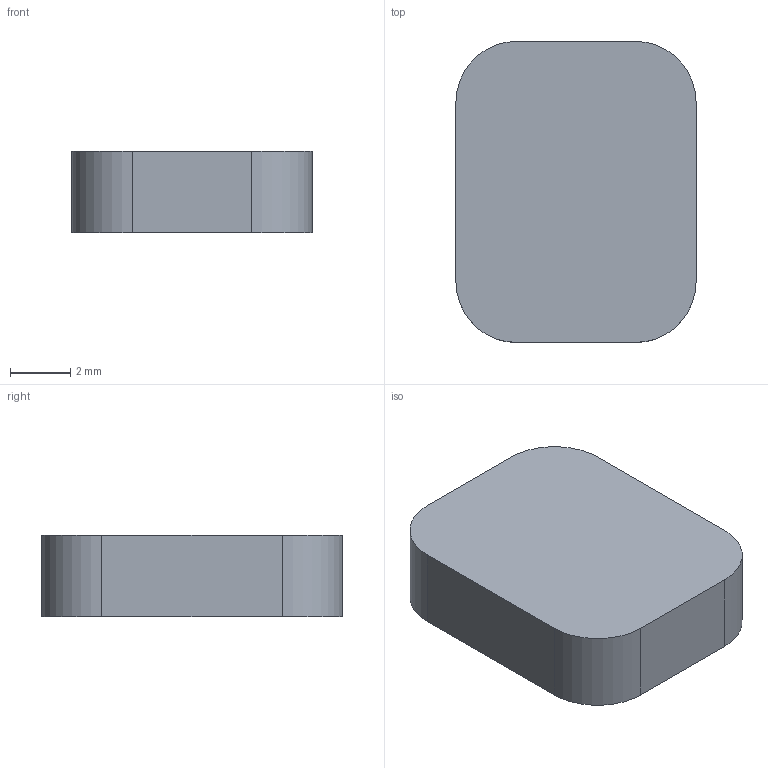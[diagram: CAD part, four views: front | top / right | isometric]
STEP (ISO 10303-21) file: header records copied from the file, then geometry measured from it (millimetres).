
FILE_DESCRIPTION (( 'STEP AP214' ), '1' );
FILE_NAME ('c4.STEP', '2023-08-16T13:29:50', ( '' ), ( '' ), 'SwSTEP 2.0', 'SolidWorks 2022', '' );
FILE_SCHEMA (( 'AUTOMOTIVE_DESIGN' ));
Length unit declared in the file: millimetre
Products named in the file (1): c4
Bounding box: 7.94 x 9.96 x 2.7 mm (x, y, z)
Volume: 204.1 mm3; surface area: 2118.3 mm2
Topology: 3 solids, 3 shells, 380 faces, 976 edges, 604 vertices
Faces by surface type: plane 334, cylinder 46
Entity records: 11244 total; most frequent: CARTESIAN_POINT 1961, ORIENTED_EDGE 1952, DIRECTION 1830, EDGE_CURVE 976, LINE 884, VECTOR 884, VERTEX_POINT 604, AXIS2_PLACEMENT_3D 473
